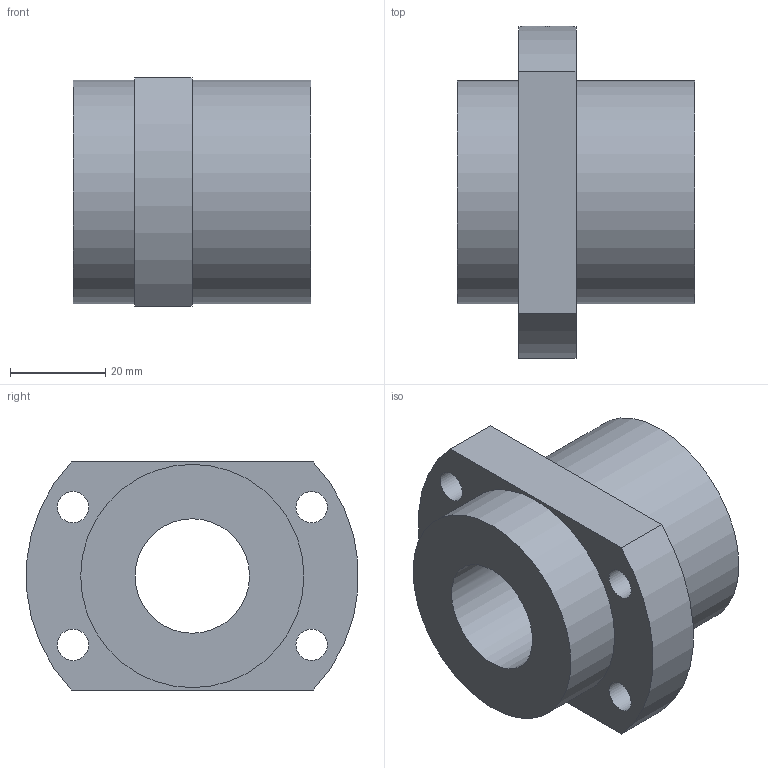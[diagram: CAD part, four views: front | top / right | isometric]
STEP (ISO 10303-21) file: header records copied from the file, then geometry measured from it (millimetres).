
FILE_DESCRIPTION(/* description */ ('STEP AP242','CAx-IF Rec.Pracs.---Representation and Presentation of Product Manufacturing Information (PMI)---4.0---2014-10-13','CAx-IF Rec.Pracs.---3D Tessellated Geometry---0.4---2014-09-14','2;1'),/* implementation_level */ '2;1');
FILE_NAME(/* name */ '66e577f7308b0c4008464dc3',/* time_stamp */ '2024-09-14T11:48:07Z',/* author */ (''),/* organization */ (''),/* preprocessor_version */ 'ST-DEVELOPER v20',/* originating_system */ ' ',/* authorisation */ ' ');
FILE_SCHEMA (('AP242_MANAGED_MODEL_BASED_3D_ENGINEERING_MIM_LF { 1 0 10303 442 1 1 4 }'));
Length unit declared in the file: metre
Products named in the file (1): Ball Nut
Bounding box: 50 x 69.88 x 48 mm (x, y, z)
Volume: 77914.1 mm3; surface area: 18168.5 mm2
Topology: 1 solids, 1 shells, 16 faces, 38 edges, 25 vertices
Faces by surface type: cylinder 10, plane 6
Full cylindrical faces by diameter (mm): 5 x1, 6.6 x4, 24.1 x1, 47 x2
Entity records: 480 total; most frequent: CARTESIAN_POINT 89, DIRECTION 78, ORIENTED_EDGE 56, EDGE_LOOP 38, FACE_BOUND 38, AXIS2_PLACEMENT_3D 35, EDGE_CURVE 28, VERTEX_POINT 24
